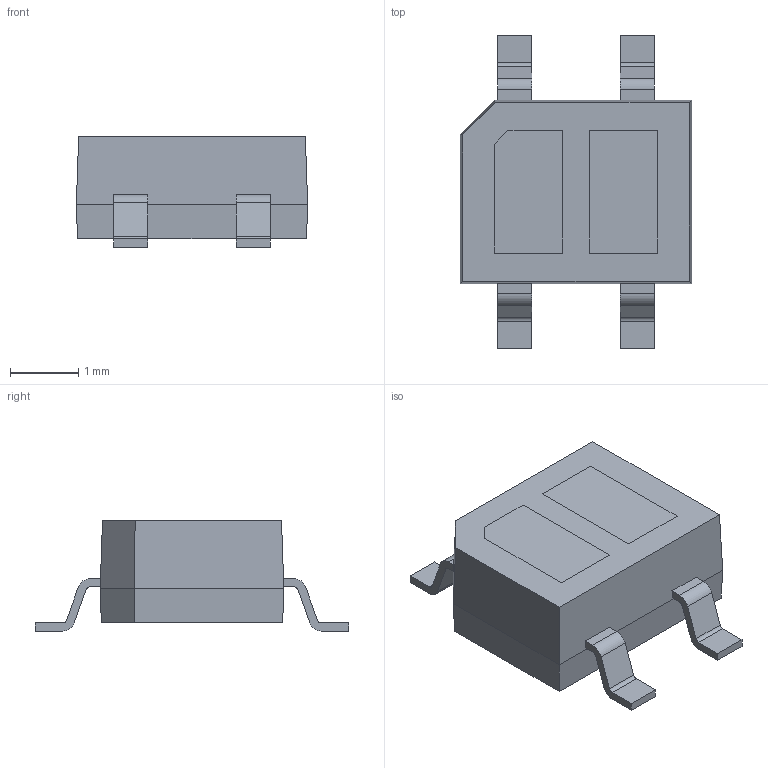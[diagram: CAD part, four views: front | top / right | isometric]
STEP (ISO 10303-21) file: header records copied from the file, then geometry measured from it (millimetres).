
FILE_DESCRIPTION(/* description */ ('Unknown'),/* implementation_level */ '2;1');
FILE_NAME(/* name */ '164_Gullwing',/* time_stamp */ '2021-11-11T11:11:07+01:00',/* author */ ('Unknown'),/* organization */ ('Unknown'),/* preprocessor_version */ 'ST-DEVELOPER v16.7',/* originating_system */ 'Solid Edge',/* authorisation */ 'Unknown');
FILE_SCHEMA (('AUTOMOTIVE_DESIGN {1 0 10303 214 3 1 1}'));
Length unit declared in the file: millimetre
Products named in the file (4): 164_Gullwing; Body; Dome; Pins
Assembly tree (3 placements, depth 2):
  164_Gullwing
    Body
    Dome
    Pins
Bounding box: 3.4 x 4.6 x 1.62 mm (x, y, z)
Volume: 13.7 mm3; surface area: 74 mm2
Topology: 5 solids, 5 shells, 98 faces, 247 edges, 163 vertices
Faces by surface type: plane 82, cylinder 16
Entity records: 3024 total; most frequent: CARTESIAN_POINT 512, ORIENTED_EDGE 494, DIRECTION 483, EDGE_CURVE 247, LINE 215, VECTOR 215, VERTEX_POINT 163, AXIS2_PLACEMENT_3D 134
